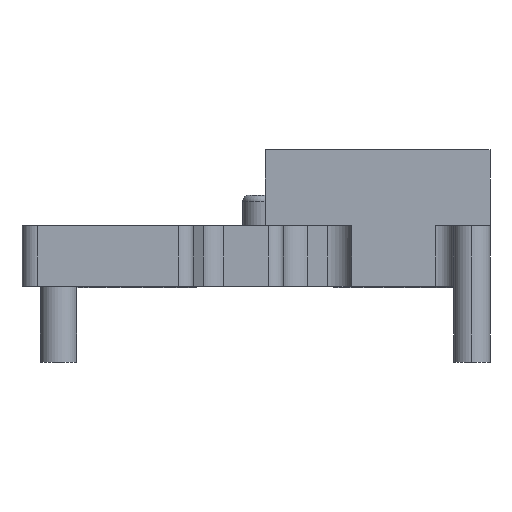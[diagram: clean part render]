
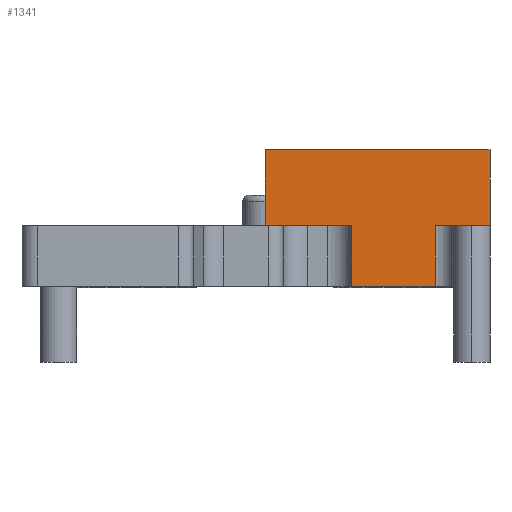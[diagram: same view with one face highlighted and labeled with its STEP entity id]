
A CAD part, front view. The second image highlights one B-rep face of the part: STEP entity #1341.
In plain terms, the highlighted planar face has unit normal (0, -1, 0).
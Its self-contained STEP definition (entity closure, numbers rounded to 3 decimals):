
#1283=AXIS2_PLACEMENT_3D('Plane Axis2P3D',#1280,#1281,#1282) ;
#421=CARTESIAN_POINT('Vertex',(8.6,8.5,4.5)) ;
#424=CARTESIAN_POINT('Line Origine',(8.3,8.5,4.5)) ;
#428=CARTESIAN_POINT('Vertex',(8.,8.5,4.5)) ;
#740=CARTESIAN_POINT('Vertex',(13.6,8.5,2.5)) ;
#743=CARTESIAN_POINT('Line Origine',(12.225,8.5,2.5)) ;
#747=CARTESIAN_POINT('Vertex',(10.85,8.5,2.5)) ;
#1280=CARTESIAN_POINT('Axis2P3D Location',(10.85,8.5,2.5)) ;
#1285=CARTESIAN_POINT('Line Origine',(8.,8.5,5.75)) ;
#1289=CARTESIAN_POINT('Vertex',(8.,8.5,7.)) ;
#1292=CARTESIAN_POINT('Line Origine',(9.725,8.5,4.5)) ;
#1296=CARTESIAN_POINT('Vertex',(10.85,8.5,4.5)) ;
#1299=CARTESIAN_POINT('Line Origine',(10.85,8.5,3.5)) ;
#1304=CARTESIAN_POINT('Line Origine',(13.6,8.5,3.5)) ;
#1308=CARTESIAN_POINT('Vertex',(13.6,8.5,4.5)) ;
#1311=CARTESIAN_POINT('Line Origine',(14.5,8.5,4.5)) ;
#1315=CARTESIAN_POINT('Vertex',(15.4,8.5,4.5)) ;
#1318=CARTESIAN_POINT('Line Origine',(15.4,8.5,5.75)) ;
#1322=CARTESIAN_POINT('Vertex',(15.4,8.5,7.)) ;
#1325=CARTESIAN_POINT('Line Origine',(11.7,8.5,7.)) ;
#425=DIRECTION('Vector Direction',(-1.,0.,0.)) ;
#744=DIRECTION('Vector Direction',(1.,0.,0.)) ;
#1281=DIRECTION('Axis2P3D Direction',(0.,-1.,0.)) ;
#1282=DIRECTION('Axis2P3D XDirection',(1.,0.,0.)) ;
#1286=DIRECTION('Vector Direction',(0.,0.,1.)) ;
#1293=DIRECTION('Vector Direction',(-1.,0.,0.)) ;
#1300=DIRECTION('Vector Direction',(0.,0.,1.)) ;
#1305=DIRECTION('Vector Direction',(0.,0.,1.)) ;
#1312=DIRECTION('Vector Direction',(-1.,0.,0.)) ;
#1319=DIRECTION('Vector Direction',(0.,0.,1.)) ;
#1326=DIRECTION('Vector Direction',(-1.,0.,0.)) ;
#426=VECTOR('Line Direction',#425,1.) ;
#745=VECTOR('Line Direction',#744,1.) ;
#1287=VECTOR('Line Direction',#1286,1.) ;
#1294=VECTOR('Line Direction',#1293,1.) ;
#1301=VECTOR('Line Direction',#1300,1.) ;
#1306=VECTOR('Line Direction',#1305,1.) ;
#1313=VECTOR('Line Direction',#1312,1.) ;
#1320=VECTOR('Line Direction',#1319,1.) ;
#1327=VECTOR('Line Direction',#1326,1.) ;
#1331=ORIENTED_EDGE('',*,*,#1291,.F.) ;
#1332=ORIENTED_EDGE('',*,*,#430,.T.) ;
#1333=ORIENTED_EDGE('',*,*,#1298,.T.) ;
#1334=ORIENTED_EDGE('',*,*,#1303,.F.) ;
#1335=ORIENTED_EDGE('',*,*,#749,.F.) ;
#1336=ORIENTED_EDGE('',*,*,#1310,.T.) ;
#1337=ORIENTED_EDGE('',*,*,#1317,.T.) ;
#1338=ORIENTED_EDGE('',*,*,#1324,.T.) ;
#1339=ORIENTED_EDGE('',*,*,#1329,.F.) ;
#1341=ADVANCED_FACE('ISGF QVSK2.1\\ISGF',(#1340),#1284,.T.) ;
#430=EDGE_CURVE('',#429,#422,#427,.F.) ;
#749=EDGE_CURVE('',#741,#748,#746,.F.) ;
#1291=EDGE_CURVE('',#429,#1290,#1288,.T.) ;
#1298=EDGE_CURVE('',#422,#1297,#1295,.F.) ;
#1303=EDGE_CURVE('',#748,#1297,#1302,.T.) ;
#1310=EDGE_CURVE('',#741,#1309,#1307,.T.) ;
#1317=EDGE_CURVE('',#1309,#1316,#1314,.F.) ;
#1324=EDGE_CURVE('',#1316,#1323,#1321,.T.) ;
#1329=EDGE_CURVE('',#1290,#1323,#1328,.F.) ;
#1330=EDGE_LOOP('',(#1331,#1332,#1333,#1334,#1335,#1336,#1337,#1338,#1339)) ;
#1340=FACE_OUTER_BOUND('',#1330,.T.) ;
#427=LINE('Line',#424,#426) ;
#746=LINE('Line',#743,#745) ;
#1288=LINE('Line',#1285,#1287) ;
#1295=LINE('Line',#1292,#1294) ;
#1302=LINE('Line',#1299,#1301) ;
#1307=LINE('Line',#1304,#1306) ;
#1314=LINE('Line',#1311,#1313) ;
#1321=LINE('Line',#1318,#1320) ;
#1328=LINE('Line',#1325,#1327) ;
#1284=PLANE('',#1283) ;
#422=VERTEX_POINT('',#421) ;
#429=VERTEX_POINT('',#428) ;
#741=VERTEX_POINT('',#740) ;
#748=VERTEX_POINT('',#747) ;
#1290=VERTEX_POINT('',#1289) ;
#1297=VERTEX_POINT('',#1296) ;
#1309=VERTEX_POINT('',#1308) ;
#1316=VERTEX_POINT('',#1315) ;
#1323=VERTEX_POINT('',#1322) ;
